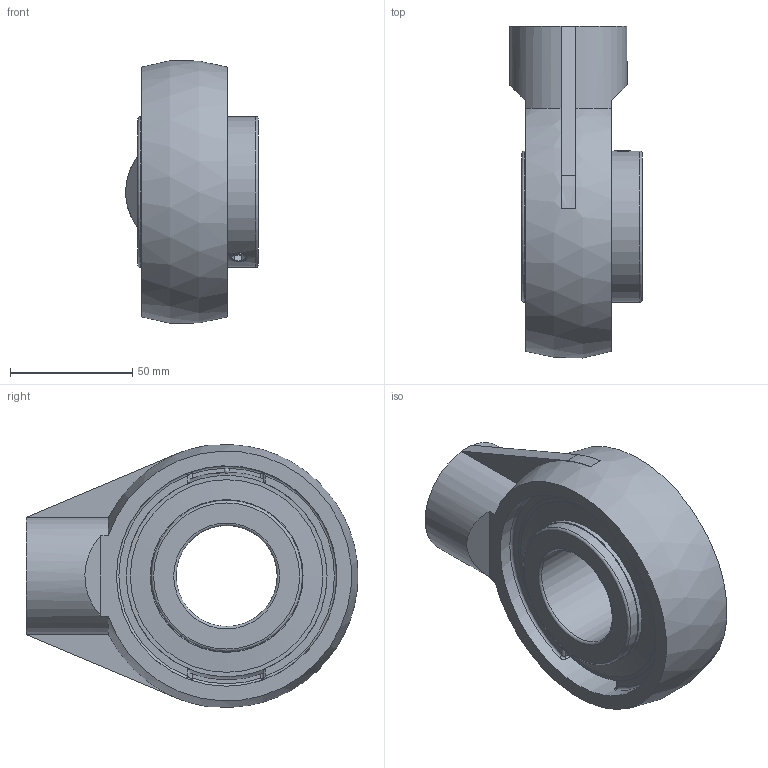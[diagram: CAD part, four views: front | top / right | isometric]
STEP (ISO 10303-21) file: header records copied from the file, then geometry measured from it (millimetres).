
FILE_DESCRIPTION(/* description */ ('Alibre Inc.'),/* implementation_level */ '2;1');
FILE_NAME(/* name */ 'export-5227FE14-115E-4F92-95AF-D64A6720942E',/* time_stamp */ '2020-05-19T15:17:38-07:00',/* author */ (''),/* organization */ (''),/* preprocessor_version */ 'ST-DEVELOPER v17',/* originating_system */ 'Alibre',/* authorisation */ '');
FILE_SCHEMA (('CONFIG_CONTROL_DESIGN'));
Length unit declared in the file: inch
Bounding box: 54.18 x 135.67 x 107.23 mm (x, y, z)
Volume: 252766.1 mm3; surface area: 82190.7 mm2
Topology: 16 solids, 16 shells, 128 faces, 305 edges, 189 vertices
Faces by surface type: plane 51, cylinder 35, sphere 17, torus 11, cone 10, bspline 4
Full cylindrical faces by diameter (mm): 6.782 x4, 25.4 x1, 41.275 x1, 61.722 x4, 62.484 x2, 76.652 x2, 78.74 x2, 88.104 x1, 90.104 x1, 95.22 x1
Entity records: 4233 total; most frequent: CARTESIAN_POINT 1240, DIRECTION 450, ORIENTED_EDGE 396, AXIS2_PLACEMENT_3D 214, EDGE_CURVE 198, FACE_BOUND 172, EDGE_LOOP 162, VERTEX_POINT 152
